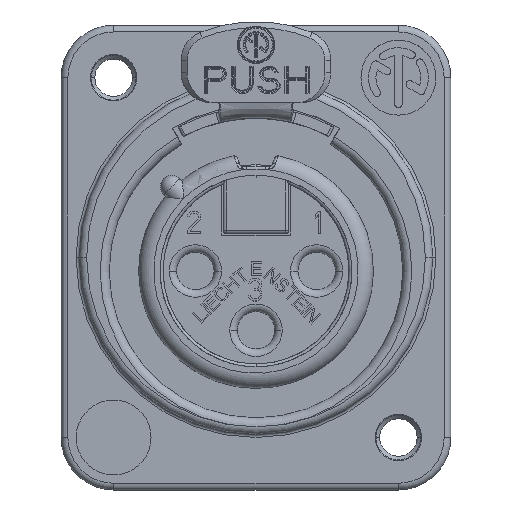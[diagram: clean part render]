
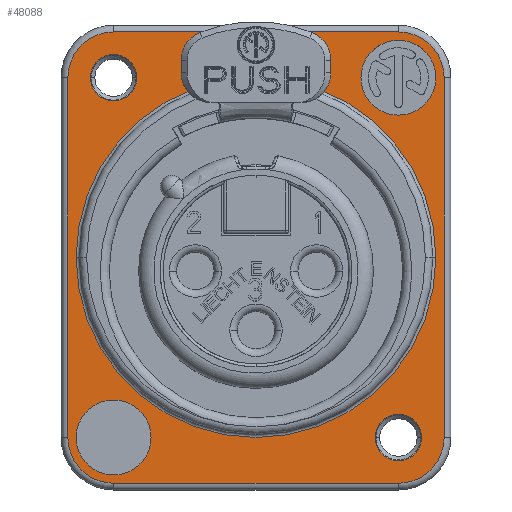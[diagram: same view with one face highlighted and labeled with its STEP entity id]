
A CAD part, top view. The second image highlights one B-rep face of the part: STEP entity #48088.
In plain terms, the highlighted planar face has unit normal (0, 0, 1).
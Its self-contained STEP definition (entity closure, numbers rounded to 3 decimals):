
#13218=CARTESIAN_POINT('',(9.5,12.9,2.));
#13219=DIRECTION('',(0.,0.,1.));
#13220=DIRECTION('',(1.,0.,0.));
#13221=AXIS2_PLACEMENT_3D('',#13218,#13219,#13220);
#13223=CARTESIAN_POINT('',(9.5,12.9,2.));
#13224=DIRECTION('',(0.,0.,1.));
#13225=DIRECTION('',(-1.,0.,0.));
#13226=AXIS2_PLACEMENT_3D('',#13223,#13224,#13225);
#13228=CARTESIAN_POINT('',(-9.5,-11.1,2.));
#13229=DIRECTION('',(0.,0.,1.));
#13230=DIRECTION('',(1.,0.,0.));
#13231=AXIS2_PLACEMENT_3D('',#13228,#13229,#13230);
#13233=CARTESIAN_POINT('',(-9.5,-11.1,2.));
#13234=DIRECTION('',(0.,0.,1.));
#13235=DIRECTION('',(-1.,0.,0.));
#13236=AXIS2_PLACEMENT_3D('',#13233,#13234,#13235);
#13238=CARTESIAN_POINT('',(-9.5,12.9,2.));
#13239=DIRECTION('',(0.,0.,-1.));
#13240=DIRECTION('',(1.,0.,0.));
#13241=AXIS2_PLACEMENT_3D('',#13238,#13239,#13240);
#13243=CARTESIAN_POINT('',(-9.5,12.9,2.));
#13244=DIRECTION('',(0.,0.,-1.));
#13245=DIRECTION('',(-1.,0.,0.));
#13246=AXIS2_PLACEMENT_3D('',#13243,#13244,#13245);
#13248=CARTESIAN_POINT('',(9.5,-11.1,2.));
#13249=DIRECTION('',(0.,0.,-1.));
#13250=DIRECTION('',(1.,0.,0.));
#13251=AXIS2_PLACEMENT_3D('',#13248,#13249,#13250);
#13253=CARTESIAN_POINT('',(9.5,-11.1,2.));
#13254=DIRECTION('',(0.,0.,-1.));
#13255=DIRECTION('',(-1.,0.,0.));
#13256=AXIS2_PLACEMENT_3D('',#13253,#13254,#13255);
#13258=CARTESIAN_POINT('',(9.5,-11.1,2.));
#13259=DIRECTION('',(0.,0.,1.));
#13260=DIRECTION('',(0.,-1.,0.));
#13261=AXIS2_PLACEMENT_3D('',#13258,#13259,#13260);
#13263=DIRECTION('',(1.,0.,0.));
#13264=VECTOR('',#13263,19.);
#13265=CARTESIAN_POINT('',(-9.5,-14.15,2.));
#13266=LINE('',#13265,#13264);
#13267=CARTESIAN_POINT('',(-9.5,-11.1,2.));
#13268=DIRECTION('',(0.,0.,1.));
#13269=DIRECTION('',(-1.,0.,0.));
#13270=AXIS2_PLACEMENT_3D('',#13267,#13268,#13269);
#13272=DIRECTION('',(0.,-1.,0.));
#13273=VECTOR('',#13272,24.);
#13274=CARTESIAN_POINT('',(-12.55,12.9,2.));
#13275=LINE('',#13274,#13273);
#13276=CARTESIAN_POINT('',(-9.5,12.9,2.));
#13277=DIRECTION('',(0.,0.,1.));
#13278=DIRECTION('',(0.,1.,0.));
#13279=AXIS2_PLACEMENT_3D('',#13276,#13277,#13278);
#13281=DIRECTION('',(-1.,0.,0.));
#13282=VECTOR('',#13281,19.);
#13283=CARTESIAN_POINT('',(9.5,15.95,2.));
#13284=LINE('',#13283,#13282);
#13285=CARTESIAN_POINT('',(9.5,12.9,2.));
#13286=DIRECTION('',(0.,0.,1.));
#13287=DIRECTION('',(1.,0.,0.));
#13288=AXIS2_PLACEMENT_3D('',#13285,#13286,#13287);
#13290=DIRECTION('',(0.,1.,0.));
#13291=VECTOR('',#13290,24.);
#13292=CARTESIAN_POINT('',(12.55,-11.1,2.));
#13293=LINE('',#13292,#13291);
#13294=CARTESIAN_POINT('',(0.,0.9,2.));
#13295=DIRECTION('',(0.,0.,1.));
#13296=DIRECTION('',(1.,0.,0.));
#13297=AXIS2_PLACEMENT_3D('',#13294,#13295,#13296);
#13299=CARTESIAN_POINT('',(0.,0.9,2.));
#13300=DIRECTION('',(0.,0.,1.));
#13301=DIRECTION('',(-1.,0.,0.));
#13302=AXIS2_PLACEMENT_3D('',#13299,#13300,#13301);
#24224=CARTESIAN_POINT('',(12.,12.9,2.));
#24225=CARTESIAN_POINT('',(7.,12.9,2.));
#24226=VERTEX_POINT('',#24224);
#24227=VERTEX_POINT('',#24225);
#24228=CARTESIAN_POINT('',(-12.,-11.1,2.));
#24229=CARTESIAN_POINT('',(-7.,-11.1,2.));
#24230=VERTEX_POINT('',#24228);
#24231=VERTEX_POINT('',#24229);
#25450=CARTESIAN_POINT('',(-7.95,12.9,2.));
#25451=CARTESIAN_POINT('',(-11.05,12.9,2.));
#25452=VERTEX_POINT('',#25450);
#25453=VERTEX_POINT('',#25451);
#25458=CARTESIAN_POINT('',(11.05,-11.1,2.));
#25459=CARTESIAN_POINT('',(7.95,-11.1,2.));
#25460=VERTEX_POINT('',#25458);
#25461=VERTEX_POINT('',#25459);
#25546=CARTESIAN_POINT('',(9.5,-14.15,2.));
#25547=CARTESIAN_POINT('',(12.55,-11.1,2.));
#25548=VERTEX_POINT('',#25546);
#25549=VERTEX_POINT('',#25547);
#25554=CARTESIAN_POINT('',(12.55,12.9,2.));
#25555=VERTEX_POINT('',#25554);
#25558=CARTESIAN_POINT('',(9.5,15.95,2.));
#25559=VERTEX_POINT('',#25558);
#25562=CARTESIAN_POINT('',(-9.5,15.95,2.));
#25563=VERTEX_POINT('',#25562);
#25566=CARTESIAN_POINT('',(-12.55,12.9,2.));
#25567=VERTEX_POINT('',#25566);
#25570=CARTESIAN_POINT('',(-12.55,-11.1,2.));
#25571=VERTEX_POINT('',#25570);
#25574=CARTESIAN_POINT('',(-9.5,-14.15,2.));
#25575=VERTEX_POINT('',#25574);
#25881=CARTESIAN_POINT('',(12.,0.9,2.));
#25882=CARTESIAN_POINT('',(-12.,0.9,2.));
#25883=VERTEX_POINT('',#25881);
#25884=VERTEX_POINT('',#25882);
#48036=CARTESIAN_POINT('',(0.,0.,2.));
#48037=DIRECTION('',(0.,0.,-1.));
#48038=DIRECTION('',(0.,-1.,0.));
#48039=AXIS2_PLACEMENT_3D('',#48036,#48037,#48038);
#48040=PLANE('',#48039);
#48042=ORIENTED_EDGE('',*,*,#48041,.F.);
#48044=ORIENTED_EDGE('',*,*,#48043,.F.);
#48046=ORIENTED_EDGE('',*,*,#48045,.F.);
#48048=ORIENTED_EDGE('',*,*,#48047,.F.);
#48050=ORIENTED_EDGE('',*,*,#48049,.F.);
#48052=ORIENTED_EDGE('',*,*,#48051,.F.);
#48054=ORIENTED_EDGE('',*,*,#48053,.F.);
#48056=ORIENTED_EDGE('',*,*,#48055,.F.);
#48057=EDGE_LOOP('',(#48042,#48044,#48046,#48048,#48050,#48052,#48054,#48056));
#48058=FACE_OUTER_BOUND('',#48057,.F.);
#48060=ORIENTED_EDGE('',*,*,#48059,.T.);
#48062=ORIENTED_EDGE('',*,*,#48061,.T.);
#48063=EDGE_LOOP('',(#48060,#48062));
#48064=FACE_BOUND('',#48063,.F.);
#48065=ORIENTED_EDGE('',*,*,#48026,.F.);
#48067=ORIENTED_EDGE('',*,*,#48066,.F.);
#48068=EDGE_LOOP('',(#48065,#48067));
#48069=FACE_BOUND('',#48068,.F.);
#48071=ORIENTED_EDGE('',*,*,#48070,.F.);
#48073=ORIENTED_EDGE('',*,*,#48072,.F.);
#48074=EDGE_LOOP('',(#48071,#48073));
#48075=FACE_BOUND('',#48074,.F.);
#48077=ORIENTED_EDGE('',*,*,#48076,.T.);
#48079=ORIENTED_EDGE('',*,*,#48078,.T.);
#48080=EDGE_LOOP('',(#48077,#48079));
#48081=FACE_BOUND('',#48080,.F.);
#48083=ORIENTED_EDGE('',*,*,#48082,.T.);
#48085=ORIENTED_EDGE('',*,*,#48084,.T.);
#48086=EDGE_LOOP('',(#48083,#48085));
#48087=FACE_BOUND('',#48086,.F.);
#48088=ADVANCED_FACE('',(#48058,#48064,#48069,#48075,#48081,#48087),#48040,.F.);
#13222=CIRCLE('',#13221,2.5);
#13227=CIRCLE('',#13226,2.5);
#13232=CIRCLE('',#13231,2.5);
#13237=CIRCLE('',#13236,2.5);
#13242=CIRCLE('',#13241,1.55);
#13247=CIRCLE('',#13246,1.55);
#13252=CIRCLE('',#13251,1.55);
#13257=CIRCLE('',#13256,1.55);
#13262=CIRCLE('',#13261,3.05);
#13271=CIRCLE('',#13270,3.05);
#13280=CIRCLE('',#13279,3.05);
#13289=CIRCLE('',#13288,3.05);
#13298=CIRCLE('',#13297,12.);
#13303=CIRCLE('',#13302,12.);
#48026=EDGE_CURVE('',#25452,#25453,#13242,.T.);
#48041=EDGE_CURVE('',#25548,#25549,#13262,.T.);
#48043=EDGE_CURVE('',#25575,#25548,#13266,.T.);
#48045=EDGE_CURVE('',#25571,#25575,#13271,.T.);
#48047=EDGE_CURVE('',#25567,#25571,#13275,.T.);
#48049=EDGE_CURVE('',#25563,#25567,#13280,.T.);
#48051=EDGE_CURVE('',#25559,#25563,#13284,.T.);
#48053=EDGE_CURVE('',#25555,#25559,#13289,.T.);
#48055=EDGE_CURVE('',#25549,#25555,#13293,.T.);
#48059=EDGE_CURVE('',#24231,#24230,#13232,.T.);
#48061=EDGE_CURVE('',#24230,#24231,#13237,.T.);
#48066=EDGE_CURVE('',#25453,#25452,#13247,.T.);
#48070=EDGE_CURVE('',#25460,#25461,#13252,.T.);
#48072=EDGE_CURVE('',#25461,#25460,#13257,.T.);
#48076=EDGE_CURVE('',#24226,#24227,#13222,.T.);
#48078=EDGE_CURVE('',#24227,#24226,#13227,.T.);
#48082=EDGE_CURVE('',#25883,#25884,#13298,.T.);
#48084=EDGE_CURVE('',#25884,#25883,#13303,.T.);
